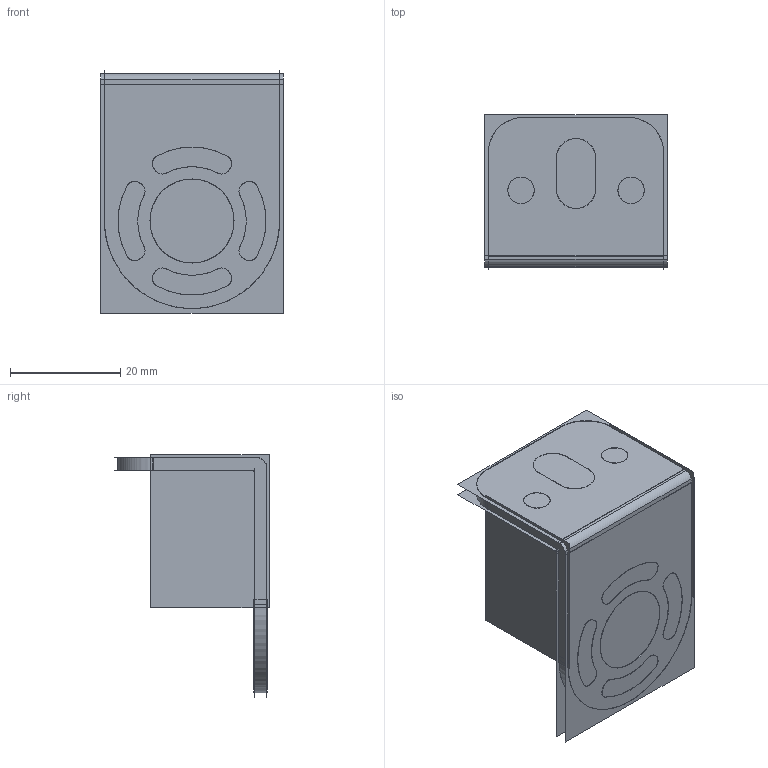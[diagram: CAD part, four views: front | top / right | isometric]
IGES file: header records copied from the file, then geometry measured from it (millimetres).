
Start section:  PTC IGES file: 142057.igs
Global section: file name: 142057.igs; native system: Creo Parametric by Parametric Technology Corporation; preprocessor: 2013230; author: pdmadmin; organization: Unknown; date: 20160225.153751; units: millimetre
Bounding box: 33.02 x 27.97 x 43.9 mm (x, y, z)
Volume: 3439.8 mm3; surface area: 18543.4 mm2
Topology: 1 solids, 1 shells, 108 faces, 602 edges, 780 vertices
Faces by surface type: revolution 74, bspline 34
